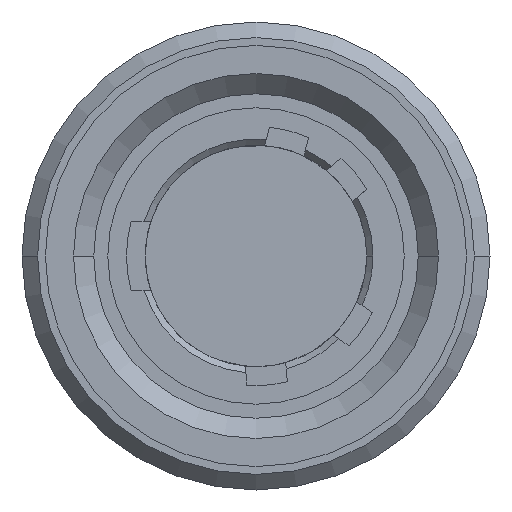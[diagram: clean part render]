
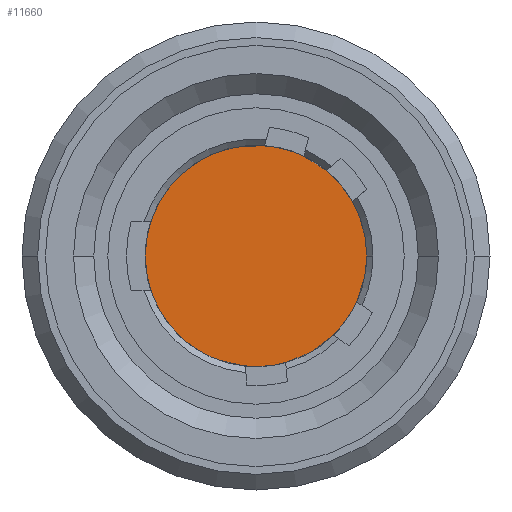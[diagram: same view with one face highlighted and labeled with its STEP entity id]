
A CAD part, left-side view. The second image highlights one B-rep face of the part: STEP entity #11660.
In plain terms, the highlighted planar face has unit normal (-1, 0, 0).
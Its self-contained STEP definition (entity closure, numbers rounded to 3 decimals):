
#120=CARTESIAN_POINT('',(8.5,3.55,0.));
#130=VERTEX_POINT('',#120);
#1040=CARTESIAN_POINT('',(8.5,-3.55,0.));
#1050=VERTEX_POINT('',#1040);
#1080=CARTESIAN_POINT('',(8.5,0.,0.));
#1090=DIRECTION('',(1.,0.,0.));
#1100=DIRECTION('',(0.,-1.,0.));
#1110=AXIS2_PLACEMENT_3D('',#1080,#1090,#1100);
#1120=CIRCLE('',#1110,3.55);
#1130=EDGE_CURVE('',#130,#1050,#1120,.T.);
#11560=CARTESIAN_POINT('',(8.5,3.,0.));
#11570=DIRECTION('',(-1.,0.,0.));
#11580=DIRECTION('',(0.,1.,0.));
#11590=AXIS2_PLACEMENT_3D('',#11560,#11570,#11580);
#11600=PLANE('',#11590);
#11610=EDGE_CURVE('',#1050,#130,#1120,.T.);
#11620=ORIENTED_EDGE('',*,*,#11610,.F.);
#11630=ORIENTED_EDGE('',*,*,#1130,.F.);
#11640=EDGE_LOOP('',(#11630,#11620));
#11650=FACE_OUTER_BOUND('',#11640,.T.);
#11660=ADVANCED_FACE('',(#11650),#11600,.T.);
